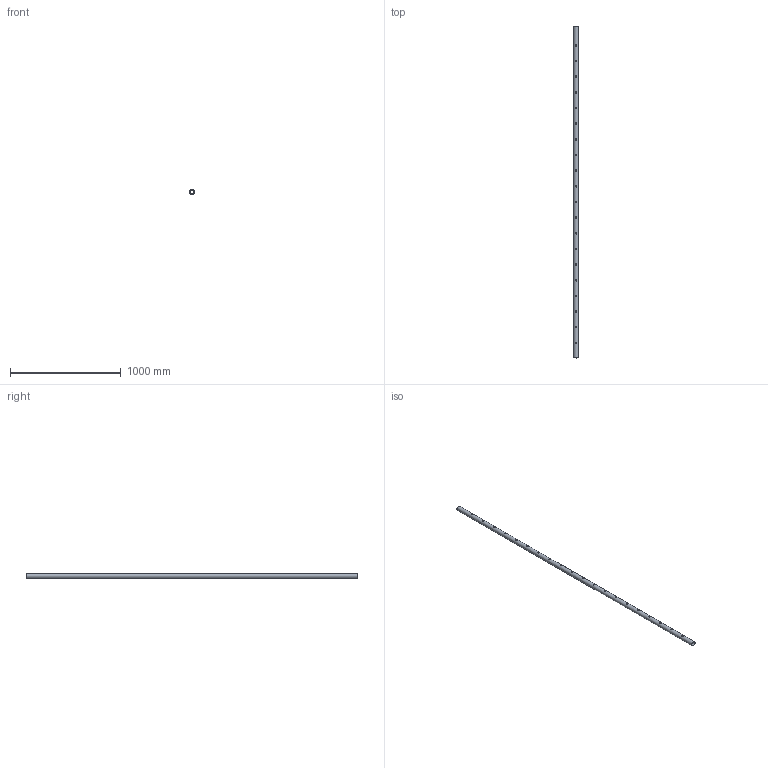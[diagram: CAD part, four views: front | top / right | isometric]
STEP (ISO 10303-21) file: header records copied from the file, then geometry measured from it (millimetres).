
FILE_DESCRIPTION (( 'STEP AP203' ), '1' );
FILE_NAME ('55130-SG.STEP', '2022-03-18T08:08:26', ( '' ), ( '' ), 'SwSTEP 2.0', 'SolidWorks 2018', '' );
FILE_SCHEMA (( 'CONFIG_CONTROL_DESIGN' ));
Length unit declared in the file: millimetre
Products named in the file (1): 55130-SG
Bounding box: 42.4 x 3000 x 42.4 mm (x, y, z)
Volume: 756037.5 mm3; surface area: 758421.8 mm2
Topology: 1 solids, 1 shells, 240 faces, 734 edges, 476 vertices
Faces by surface type: bspline 111, plane 87, cylinder 42
Full cylindrical faces by diameter (mm): 12.1 x20, 38.4 x1, 42.4 x1
Entity records: 15141 total; most frequent: CARTESIAN_POINT 9794, ORIENTED_EDGE 1264, DIRECTION 692, EDGE_CURVE 632, VERTEX_POINT 436, EDGE_LOOP 324, B_SPLINE_CURVE_WITH_KNOTS 280, VECTOR 272
